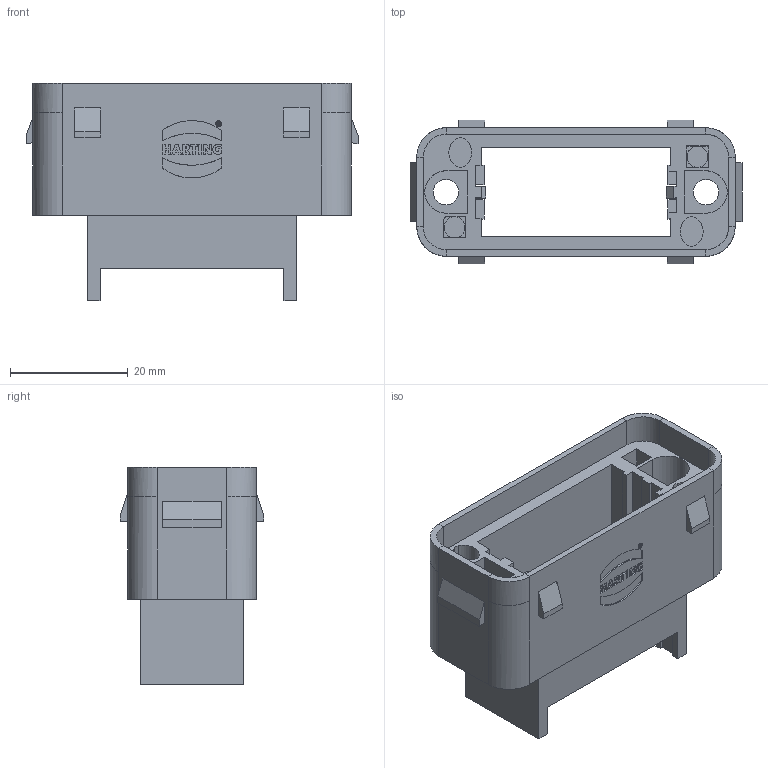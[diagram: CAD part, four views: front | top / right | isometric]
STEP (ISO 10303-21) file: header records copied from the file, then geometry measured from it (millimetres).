
FILE_DESCRIPTION(/* description */ (''),/* implementation_level */ '2;1');
FILE_NAME(/* name */ '100212246ugm000_b.stp',/* time_stamp */ '2019-10-31T14:09:31+01:00',/* author */ (''),/* organization */ (''),/* preprocessor_version */ 'ST-DEVELOPER v16.7',/* originating_system */ 'SIEMENS PLM Software NX 12.0',/* authorisation */ '');
FILE_SCHEMA (('AUTOMOTIVE_DESIGN { 1 0 10303 214 3 1 1 1 }'));
Length unit declared in the file: millimetre
Products named in the file (1): 100212246ugm000_b
Bounding box: 56.3 x 24.4 x 36.9 mm (x, y, z)
Volume: 11481.4 mm3; surface area: 11202.8 mm2
Topology: 1 solids, 1 shells, 269 faces, 699 edges, 461 vertices
Faces by surface type: plane 227, cylinder 25, bspline 17
Full cylindrical faces by diameter (mm): 0.7 x1, 0.981 x1, 4.3 x2
Entity records: 10575 total; most frequent: CARTESIAN_POINT 2115, ORIENTED_EDGE 1390, DIRECTION 1223, EDGE_CURVE 695, LINE 605, VECTOR 605, VERTEX_POINT 460, AXIS2_PLACEMENT_3D 309
